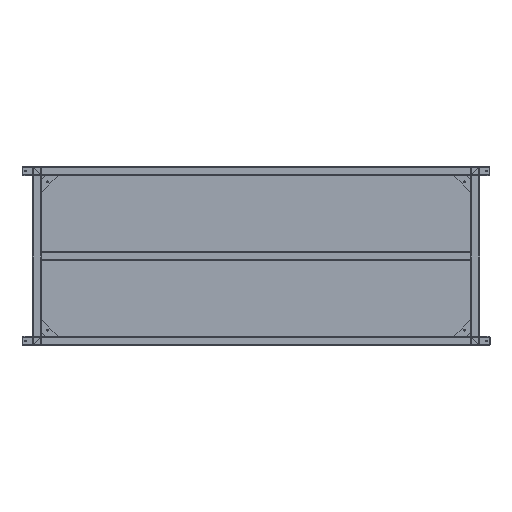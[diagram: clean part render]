
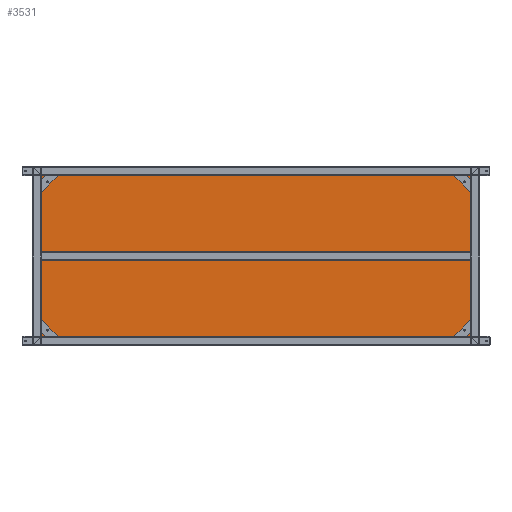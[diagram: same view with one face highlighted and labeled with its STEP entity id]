
A CAD part, front view. The second image highlights one B-rep face of the part: STEP entity #3531.
In plain terms, the highlighted planar face has unit normal (0, -1, 0).
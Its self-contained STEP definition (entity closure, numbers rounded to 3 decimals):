
#28 = EDGE_CURVE ( 'NONE', #1457, #3335, #2745, .T. ) ;
#185 = CARTESIAN_POINT ( 'NONE',  ( 1440., 0., 0. ) ) ;
#274 = LINE ( 'NONE', #2767, #4138 ) ;
#291 = PLANE ( 'NONE',  #1846 ) ;
#299 = ORIENTED_EDGE ( 'NONE', *, *, #3417, .F. ) ;
#423 = LINE ( 'NONE', #1203, #2968 ) ;
#452 = VERTEX_POINT ( 'NONE', #1926 ) ;
#912 = DIRECTION ( 'NONE',  ( 1., 0., 0. ) ) ;
#969 = DIRECTION ( 'NONE',  ( 0., 0., -1. ) ) ;
#1203 = CARTESIAN_POINT ( 'NONE',  ( 0., 0., 0. ) ) ;
#1207 = VECTOR ( 'NONE', #2666, 1000. ) ;
#1337 = EDGE_CURVE ( 'NONE', #4167, #1457, #423, .T. ) ;
#1457 = VERTEX_POINT ( 'NONE', #3330 ) ;
#1522 = EDGE_CURVE ( 'NONE', #452, #4167, #274, .T. ) ;
#1846 = AXIS2_PLACEMENT_3D ( 'NONE', #2008, #2380, #969 ) ;
#1926 = CARTESIAN_POINT ( 'NONE',  ( 1440., 0., -540. ) ) ;
#2008 = CARTESIAN_POINT ( 'NONE',  ( 0., 0., 0. ) ) ;
#2380 = DIRECTION ( 'NONE',  ( 0., -1., 0. ) ) ;
#2415 = DIRECTION ( 'NONE',  ( -1., 0., 0. ) ) ;
#2468 = CARTESIAN_POINT ( 'NONE',  ( 0., 0., -540. ) ) ;
#2659 = FACE_OUTER_BOUND ( 'NONE', #3717, .T. ) ;
#2666 = DIRECTION ( 'NONE',  ( 0., 0., -1. ) ) ;
#2745 = LINE ( 'NONE', #3981, #4136 ) ;
#2767 = CARTESIAN_POINT ( 'NONE',  ( 0., 0., -540. ) ) ;
#2881 = LINE ( 'NONE', #185, #1207 ) ;
#2968 = VECTOR ( 'NONE', #4310, 1000. ) ;
#3330 = CARTESIAN_POINT ( 'NONE',  ( 0., 0., 0. ) ) ;
#3335 = VERTEX_POINT ( 'NONE', #3371 ) ;
#3371 = CARTESIAN_POINT ( 'NONE',  ( 1440., 0., 0. ) ) ;
#3417 = EDGE_CURVE ( 'NONE', #3335, #452, #2881, .T. ) ;
#3531 = ADVANCED_FACE ( 'NONE', ( #2659 ), #291, .T. ) ;
#3628 = ORIENTED_EDGE ( 'NONE', *, *, #1522, .F. ) ;
#3717 = EDGE_LOOP ( 'NONE', ( #4438, #3628, #299, #4442 ) ) ;
#3981 = CARTESIAN_POINT ( 'NONE',  ( 0., 0., 0. ) ) ;
#4136 = VECTOR ( 'NONE', #912, 1000. ) ;
#4138 = VECTOR ( 'NONE', #2415, 1000. ) ;
#4167 = VERTEX_POINT ( 'NONE', #2468 ) ;
#4310 = DIRECTION ( 'NONE',  ( 0., 0., 1. ) ) ;
#4438 = ORIENTED_EDGE ( 'NONE', *, *, #1337, .F. ) ;
#4442 = ORIENTED_EDGE ( 'NONE', *, *, #28, .F. ) ;
